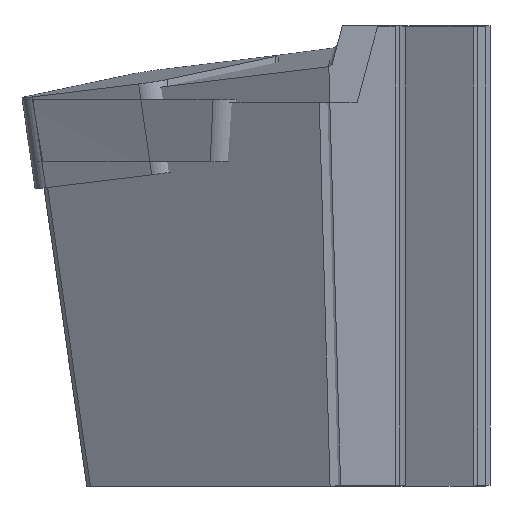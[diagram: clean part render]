
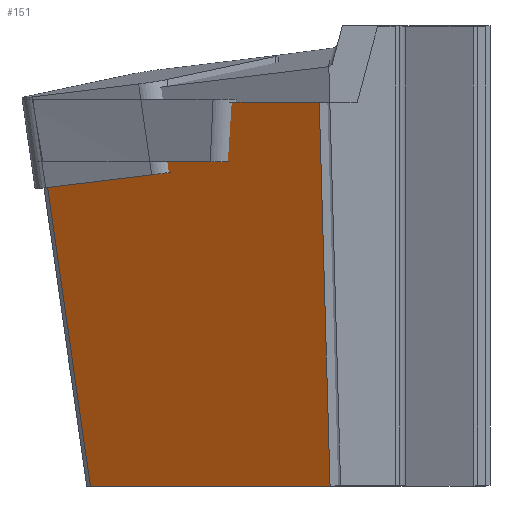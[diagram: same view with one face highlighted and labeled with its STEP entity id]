
A CAD part, front view. The second image highlights one B-rep face of the part: STEP entity #151.
In plain terms, the highlighted planar face has unit normal (-0.497, -0.861, -0.104).
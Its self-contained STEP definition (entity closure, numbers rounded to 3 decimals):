
#151=ADVANCED_FACE('',(#261),#207,.T.);
#207=PLANE('',#1297);
#261=FACE_OUTER_BOUND('',#324,.T.);
#324=EDGE_LOOP('',(#557,#558,#559,#560));
#557=ORIENTED_EDGE('',*,*,#916,.T.);
#558=ORIENTED_EDGE('',*,*,#915,.F.);
#559=ORIENTED_EDGE('',*,*,#917,.T.);
#560=ORIENTED_EDGE('',*,*,#918,.F.);
#771=VERTEX_POINT('',#1869);
#776=VERTEX_POINT('',#1878);
#777=VERTEX_POINT('',#1882);
#778=VERTEX_POINT('',#1884);
#915=EDGE_CURVE('',#776,#771,#1061,.T.);
#916=EDGE_CURVE('',#777,#771,#1062,.T.);
#917=EDGE_CURVE('',#776,#778,#1063,.T.);
#918=EDGE_CURVE('',#777,#778,#1064,.T.);
#1061=LINE('',#1879,#1189);
#1062=LINE('',#1881,#1190);
#1063=LINE('',#1883,#1191);
#1064=LINE('',#1885,#1192);
#1189=VECTOR('',#1529,1.);
#1190=VECTOR('',#1532,1.);
#1191=VECTOR('',#1533,1.);
#1192=VECTOR('',#1534,1.);
#1297=AXIS2_PLACEMENT_3D('',#1886,#1535,#1536);
#1529=DIRECTION('',(0.028,0.104,-0.994));
#1532=DIRECTION('',(0.866,-0.5,0.));
#1533=DIRECTION('',(-0.866,0.5,0.));
#1534=DIRECTION('',(-0.142,-0.038,0.989));
#1535=DIRECTION('',(-0.497,-0.861,-0.105));
#1536=DIRECTION('',(-0.866,0.5,0.));
#1869=CARTESIAN_POINT('',(48.097,-19.082,-59.005));
#1878=CARTESIAN_POINT('',(46.45,-25.231,-0.505));
#1879=CARTESIAN_POINT('',(46.167,-26.284,9.52));
#1881=CARTESIAN_POINT('',(3.905,6.432,-59.005));
#1882=CARTESIAN_POINT('',(11.583,2.,-59.005));
#1883=CARTESIAN_POINT('',(0.831,1.107,-0.505));
#1884=CARTESIAN_POINT('',(3.184,-0.251,-0.505));
#1885=CARTESIAN_POINT('',(1.51,-0.699,11.15));
#1886=CARTESIAN_POINT('',(0.226,0.061,10.995));
